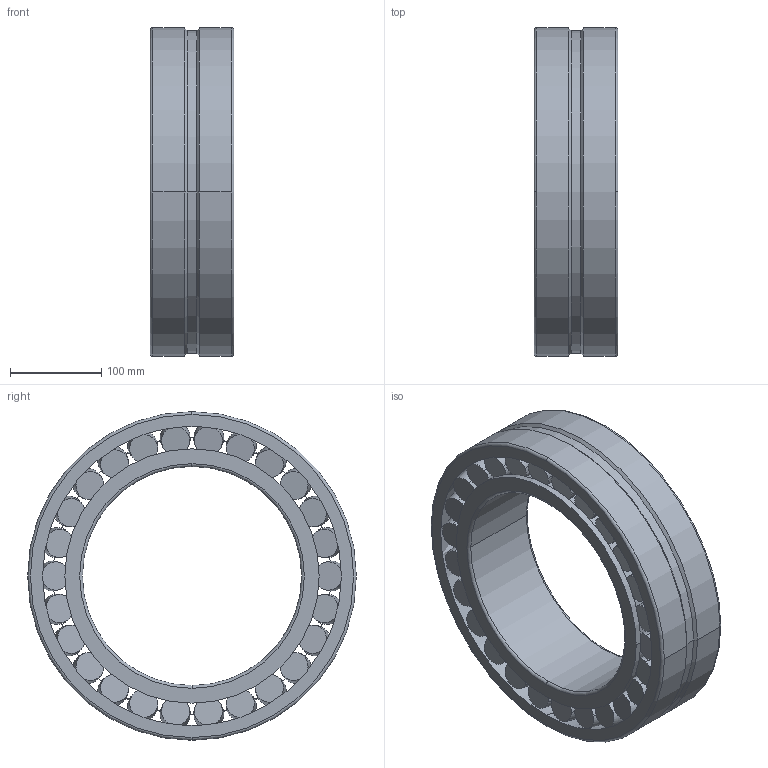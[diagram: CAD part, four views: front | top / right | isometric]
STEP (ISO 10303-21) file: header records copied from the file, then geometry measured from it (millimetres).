
FILE_DESCRIPTION(('STEP AP242'),'1');
FILE_NAME('snr_23048emw33_2.stp','2024-09-17T07:16:20',('TraceParts'),('TraceParts S.A.'),'Spatial InterOp 3D',' ',' ');
FILE_SCHEMA(('AP242_MANAGED_MODEL_BASED_3D_ENGINEERING_MIM_LF {1 0 10303 442 1 1 4}'));
Length unit declared in the file: millimetre
Products named in the file (1): snr_23048emw33_2_1
Bounding box: 92 x 360 x 360 mm (x, y, z)
Volume: 3955671.7 mm3; surface area: 695868.3 mm2
Topology: 4 solids, 4 shells, 362 faces, 962 edges, 703 vertices
Faces by surface type: torus 228, plane 108, cylinder 16, cone 8, sphere 2
Entity records: 18126 total; most frequent: CARTESIAN_POINT 8890, DIRECTION 1995, ORIENTED_EDGE 1916, AXIS2_PLACEMENT_3D 986, EDGE_CURVE 958, VERTEX_POINT 703, CIRCLE 620, EDGE_LOOP 471
